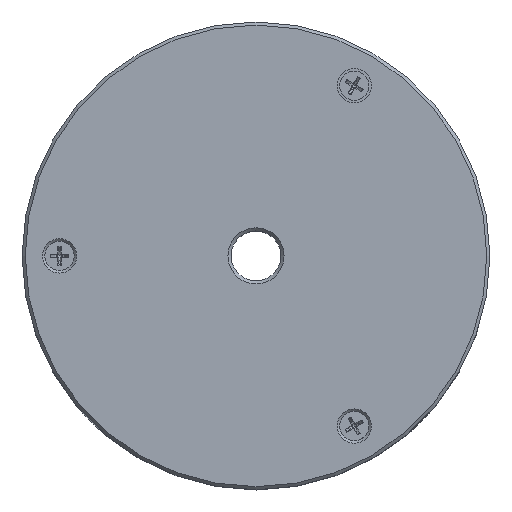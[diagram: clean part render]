
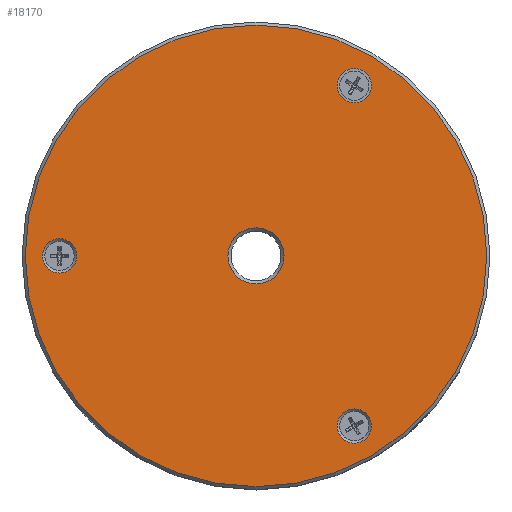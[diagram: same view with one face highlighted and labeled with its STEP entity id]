
A CAD part, top view. The second image highlights one B-rep face of the part: STEP entity #18170.
In plain terms, the highlighted face is planar.
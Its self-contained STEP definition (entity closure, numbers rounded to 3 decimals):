
#1730=FACE_BOUND('',#3592,.T.);
#1731=FACE_BOUND('',#3593,.T.);
#1732=FACE_BOUND('',#3594,.T.);
#1733=FACE_BOUND('',#3595,.T.);
#1894=PLANE('',#20232);
#2462=FACE_OUTER_BOUND('',#3591,.T.);
#3591=EDGE_LOOP('',(#13123));
#3592=EDGE_LOOP('',(#13124));
#3593=EDGE_LOOP('',(#13125));
#3594=EDGE_LOOP('',(#13126));
#3595=EDGE_LOOP('',(#13127));
#7204=CIRCLE('',#20230,4.5);
#7206=CIRCLE('',#20233,37.);
#7207=CIRCLE('',#20234,2.75);
#7208=CIRCLE('',#20235,2.75);
#7209=CIRCLE('',#20236,2.75);
#8103=VERTEX_POINT('',#27083);
#8105=VERTEX_POINT('',#27089);
#8106=VERTEX_POINT('',#27091);
#8107=VERTEX_POINT('',#27093);
#8108=VERTEX_POINT('',#27095);
#9999=EDGE_CURVE('',#8103,#8103,#7204,.T.);
#10002=EDGE_CURVE('',#8105,#8105,#7206,.T.);
#10003=EDGE_CURVE('',#8106,#8106,#7207,.T.);
#10004=EDGE_CURVE('',#8107,#8107,#7208,.T.);
#10005=EDGE_CURVE('',#8108,#8108,#7209,.T.);
#13123=ORIENTED_EDGE('',*,*,#10002,.F.);
#13124=ORIENTED_EDGE('',*,*,#10003,.T.);
#13125=ORIENTED_EDGE('',*,*,#10004,.T.);
#13126=ORIENTED_EDGE('',*,*,#10005,.T.);
#13127=ORIENTED_EDGE('',*,*,#9999,.F.);
#18170=ADVANCED_FACE('',(#2462,#1730,#1731,#1732,#1733),#1894,.F.);
#20230=AXIS2_PLACEMENT_3D('',#27084,#22445,#22446);
#20232=AXIS2_PLACEMENT_3D('',#27088,#22450,#22451);
#20233=AXIS2_PLACEMENT_3D('',#27090,#22452,#22453);
#20234=AXIS2_PLACEMENT_3D('',#27092,#22454,#22455);
#20235=AXIS2_PLACEMENT_3D('',#27094,#22456,#22457);
#20236=AXIS2_PLACEMENT_3D('',#27096,#22458,#22459);
#22445=DIRECTION('center_axis',(0.,0.,-1.));
#22446=DIRECTION('ref_axis',(1.,0.,0.));
#22450=DIRECTION('center_axis',(0.,0.,1.));
#22451=DIRECTION('ref_axis',(1.,0.,0.));
#22452=DIRECTION('center_axis',(0.,0.,1.));
#22453=DIRECTION('ref_axis',(-1.,0.,0.));
#22454=DIRECTION('center_axis',(0.,0.,1.));
#22455=DIRECTION('ref_axis',(-1.,0.,0.));
#22456=DIRECTION('center_axis',(0.,0.,1.));
#22457=DIRECTION('ref_axis',(0.5,-0.866,0.));
#22458=DIRECTION('center_axis',(0.,0.,1.));
#22459=DIRECTION('ref_axis',(0.5,0.866,0.));
#27083=CARTESIAN_POINT('',(-4.5,0.,0.));
#27084=CARTESIAN_POINT('Origin',(0.,0.,0.));
#27088=CARTESIAN_POINT('Origin',(0.,0.,
0.));
#27089=CARTESIAN_POINT('',(37.,0.,0.));
#27090=CARTESIAN_POINT('Origin',(0.,0.,0.));
#27091=CARTESIAN_POINT('',(34.25,0.,0.));
#27092=CARTESIAN_POINT('Origin',(31.5,0.,0.));
#27093=CARTESIAN_POINT('',(-17.125,29.661,0.));
#27094=CARTESIAN_POINT('Origin',(-15.75,27.28,0.));
#27095=CARTESIAN_POINT('',(-17.125,-29.661,0.));
#27096=CARTESIAN_POINT('Origin',(-15.75,-27.28,0.));
